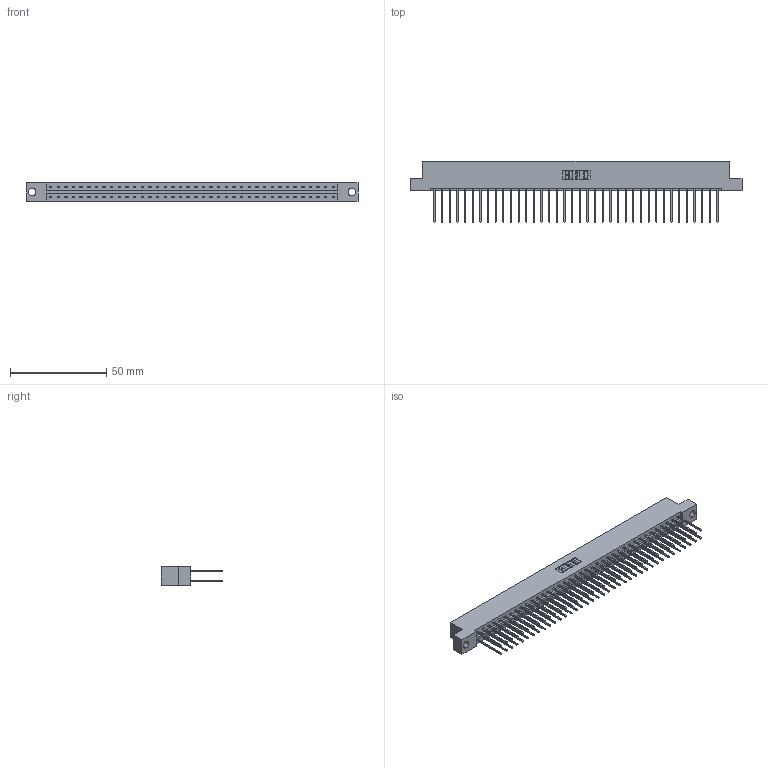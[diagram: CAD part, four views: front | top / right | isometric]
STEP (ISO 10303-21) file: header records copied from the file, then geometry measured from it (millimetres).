
FILE_DESCRIPTION (( 'STEP AP203' ), '1' );
FILE_NAME ('333-076-542-204.STEP', '2018-08-04T23:09:22', ( '' ), ( '' ), 'SwSTEP 2.0', 'SolidWorks 2016', '' );
FILE_SCHEMA (( 'CONFIG_CONTROL_DESIGN' ));
Length unit declared in the file: inch
Products named in the file (3): 333 Part_Flush - .156 Dia - TH; 345-292-001_345-293-142; 333-076-542-204
Assembly tree (77 placements, depth 2):
  333-076-542-204
    333 Part_Flush - .156 Dia - TH
    345-292-001_345-293-142  x76
Bounding box: 172.11 x 31.63 x 9.4 mm (x, y, z)
Volume: 17800.5 mm3; surface area: 22554 mm2
Topology: 77 solids, 77 shells, 4066 faces, 12091 edges, 7958 vertices
Faces by surface type: plane 2806, cylinder 1260
Entity records: 24985 total; most frequent: CARTESIAN_POINT 4146, ORIENTED_EDGE 4082, DIRECTION 3549, EDGE_CURVE 2041, LINE 1913, VECTOR 1913, VERTEX_POINT 1358, AXIS2_PLACEMENT_3D 818
